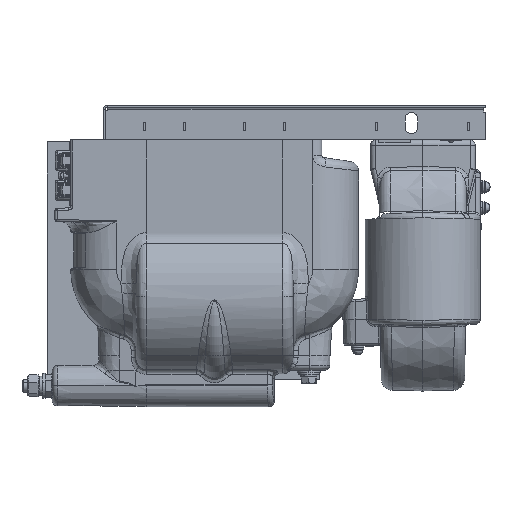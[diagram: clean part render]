
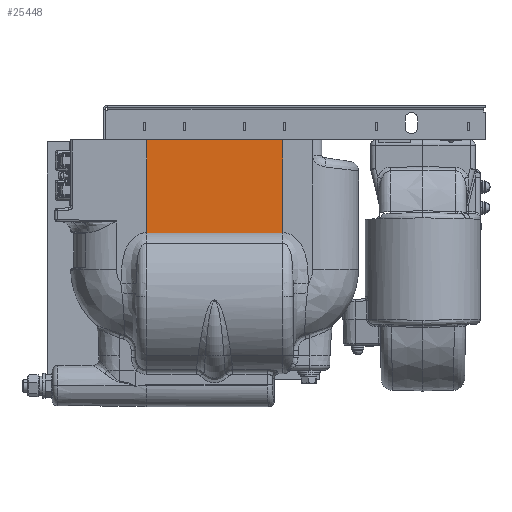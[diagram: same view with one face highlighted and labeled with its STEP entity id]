
A CAD part, left-side view. The second image highlights one B-rep face of the part: STEP entity #25448.
In plain terms, the highlighted planar face has unit normal (-1, 0, 0).
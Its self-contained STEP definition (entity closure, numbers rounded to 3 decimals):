
#8633 = B_SPLINE_CURVE_WITH_KNOTS ( 'NONE', 3,
 ( #97906, #97916, #97917, #97918 ),
 .UNSPECIFIED., .F., .F.,
 ( 4, 4 ),
 ( 0., 0. ),
 .UNSPECIFIED. ) ;
#17731 = CARTESIAN_POINT ( 'NONE',  ( 49.17, -84.705, 38.723 ) ) ;
#17735 = DIRECTION ( 'NONE',  ( 0., 0., -1. ) ) ;
#25448 = ADVANCED_FACE ( 'NONE', ( #85135 ), #63265, .T. ) ;
#25885 = EDGE_LOOP ( 'NONE', ( #70374, #70445, #70409, #70361, #70391 ) ) ;
#34604 = CARTESIAN_POINT ( 'NONE',  ( 49.17, -84.705, 162.449 ) ) ;
#34685 = CARTESIAN_POINT ( 'NONE',  ( 49.17, -214.705, 73.742 ) ) ;
#34837 = CARTESIAN_POINT ( 'NONE',  ( 49.17, -214.705, 162.449 ) ) ;
#34841 = CARTESIAN_POINT ( 'NONE',  ( 49.17, -214.705, 73.741 ) ) ;
#43288 = AXIS2_PLACEMENT_3D ( 'NONE', #63271, #60625, #60672 ) ;
#49336 = EDGE_CURVE ( 'NONE', #52640, #108332, #101794, .T. ) ;
#49449 = EDGE_CURVE ( 'NONE', #53000, #52845, #8633, .T. ) ;
#49455 = EDGE_CURVE ( 'NONE', #52845, #52880, #102093, .T. ) ;
#49496 = EDGE_CURVE ( 'NONE', #108332, #53000, #102287, .T. ) ;
#49511 = EDGE_CURVE ( 'NONE', #52640, #52880, #102235, .T. ) ;
#52640 = VERTEX_POINT ( 'NONE', #34604 ) ;
#52845 = VERTEX_POINT ( 'NONE', #34685 ) ;
#52880 = VERTEX_POINT ( 'NONE', #34837 ) ;
#53000 = VERTEX_POINT ( 'NONE', #34841 ) ;
#56317 = CARTESIAN_POINT ( 'NONE',  ( 49.17, -84.705, 73.741 ) ) ;
#60625 = DIRECTION ( 'NONE',  ( -1., 0., 0. ) ) ;
#60672 = DIRECTION ( 'NONE',  ( 0., 1., 0. ) ) ;
#63265 = PLANE ( 'NONE',  #43288 ) ;
#63271 = CARTESIAN_POINT ( 'NONE',  ( 49.17, -82.205, 38.723 ) ) ;
#70361 = ORIENTED_EDGE ( 'NONE', *, *, #49449, .T. ) ;
#70374 = ORIENTED_EDGE ( 'NONE', *, *, #49511, .F. ) ;
#70391 = ORIENTED_EDGE ( 'NONE', *, *, #49455, .T. ) ;
#70409 = ORIENTED_EDGE ( 'NONE', *, *, #49496, .T. ) ;
#70445 = ORIENTED_EDGE ( 'NONE', *, *, #49336, .T. ) ;
#85135 = FACE_OUTER_BOUND ( 'NONE', #25885, .T. ) ;
#97906 = CARTESIAN_POINT ( 'NONE',  ( 49.17, -214.705, 73.741 ) ) ;
#97916 = CARTESIAN_POINT ( 'NONE',  ( 49.17, -214.705, 73.741 ) ) ;
#97917 = CARTESIAN_POINT ( 'NONE',  ( 49.17, -214.705, 73.742 ) ) ;
#97918 = CARTESIAN_POINT ( 'NONE',  ( 49.17, -214.705, 73.742 ) ) ;
#97956 = CARTESIAN_POINT ( 'NONE',  ( 49.17, -214.705, 38.723 ) ) ;
#97962 = DIRECTION ( 'NONE',  ( 0., 0., 1. ) ) ;
#98118 = DIRECTION ( 'NONE',  ( 0., -1., 0. ) ) ;
#98143 = CARTESIAN_POINT ( 'NONE',  ( 49.17, -82.205, 73.741 ) ) ;
#98200 = DIRECTION ( 'NONE',  ( 0., -1., 0. ) ) ;
#98212 = CARTESIAN_POINT ( 'NONE',  ( 49.17, -12.205, 162.449 ) ) ;
#101794 = LINE ( 'NONE', #17731, #101822 ) ;
#101822 = VECTOR ( 'NONE', #17735, 1000. ) ;
#102093 = LINE ( 'NONE', #97956, #102103 ) ;
#102103 = VECTOR ( 'NONE', #97962, 1000. ) ;
#102235 = LINE ( 'NONE', #98212, #102303 ) ;
#102257 = VECTOR ( 'NONE', #98118, 1000. ) ;
#102287 = LINE ( 'NONE', #98143, #102257 ) ;
#102303 = VECTOR ( 'NONE', #98200, 1000. ) ;
#108332 = VERTEX_POINT ( 'NONE', #56317 ) ;
